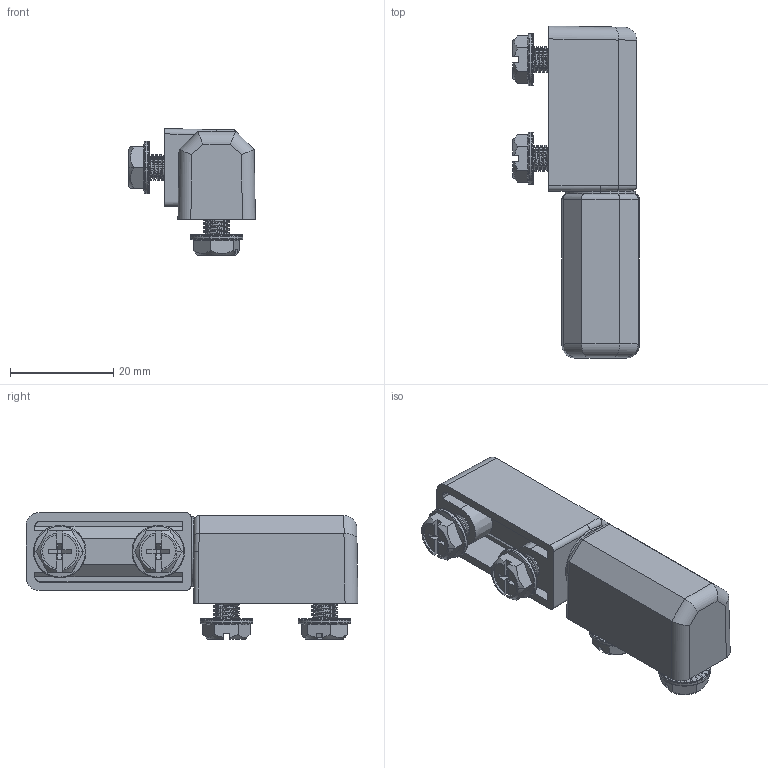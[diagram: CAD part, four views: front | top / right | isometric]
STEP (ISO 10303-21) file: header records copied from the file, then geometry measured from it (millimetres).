
FILE_DESCRIPTION (( 'STEP AP203' ), '1' );
FILE_NAME ('MK43.1.2.STEP', '2022-06-15T10:15:21', ( '' ), ( '' ), 'SwSTEP 2.0', 'SolidWorks 2021', '' );
FILE_SCHEMA (( 'CONFIG_CONTROL_DESIGN' ));
Length unit declared in the file: millimetre
Products named in the file (1): MK43.1.2
Bounding box: 24.55 x 64.34 x 24.54 mm (x, y, z)
Surface area: 7968.1 mm2 (no closed solid volume)
Topology: 0 solids, 8 shells, 700 faces, 2167 edges, 1381 vertices
Faces by surface type: plane 304, cylinder 198, torus 103, bspline 63, cone 32
Entity records: 26833 total; most frequent: CARTESIAN_POINT 9382, ORIENTED_EDGE 3671, DIRECTION 3276, EDGE_CURVE 2167, VERTEX_POINT 1381, VECTOR 1190, LINE 1190, AXIS2_PLACEMENT_3D 1043
